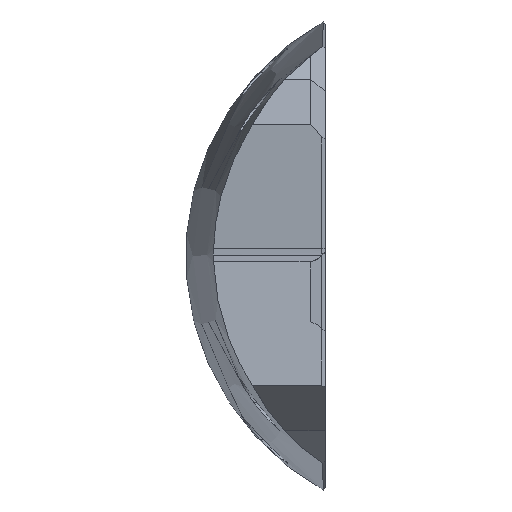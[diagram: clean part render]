
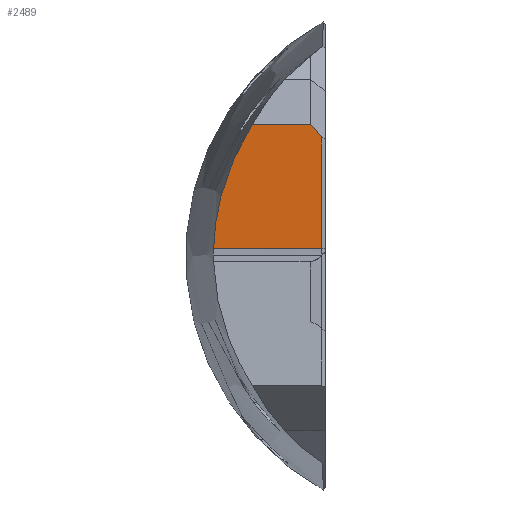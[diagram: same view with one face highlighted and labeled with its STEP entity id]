
A CAD part, top view. The second image highlights one B-rep face of the part: STEP entity #2489.
In plain terms, the highlighted planar face has unit normal (0, -0.07, 0.998).
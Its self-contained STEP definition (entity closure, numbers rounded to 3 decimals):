
#8 = EDGE_CURVE ( 'NONE', #920, #979, #1161, .T. ) ;
#76 = DIRECTION ( 'NONE',  ( 0., 0.998, 0.07 ) ) ;
#103 = LINE ( 'NONE', #2066, #166 ) ;
#109 = EDGE_LOOP ( 'NONE', ( #193, #1809, #398, #1015, #1296 ) ) ;
#166 = VECTOR ( 'NONE', #1854, 1000. ) ;
#185 = CARTESIAN_POINT ( 'NONE',  ( -33.5, 17.745, 120.759 ) ) ;
#193 = ORIENTED_EDGE ( 'NONE', *, *, #520, .T. ) ;
#280 = CARTESIAN_POINT ( 'NONE',  ( -18., 16.08, 120.643 ) ) ;
#335 = CARTESIAN_POINT ( 'NONE',  ( -32.72, 0.907, 119.582 ) ) ;
#398 = ORIENTED_EDGE ( 'NONE', *, *, #1007, .T. ) ;
#476 = LINE ( 'NONE', #747, #2554 ) ;
#520 = EDGE_CURVE ( 'NONE', #2532, #616, #2268, .T. ) ;
#595 = VERTEX_POINT ( 'NONE', #280 ) ;
#616 = VERTEX_POINT ( 'NONE', #1893 ) ;
#676 = CARTESIAN_POINT ( 'NONE',  ( -32.531, 6.936, 120.003 ) ) ;
#734 = VECTOR ( 'NONE', #946, 1000. ) ;
#747 = CARTESIAN_POINT ( 'NONE',  ( -13.553, 11.145, 120.298 ) ) ;
#908 =( BOUNDED_CURVE ( )  B_SPLINE_CURVE ( 3, ( #1294, #1873, #676, #335 ),
 .UNSPECIFIED., .F., .F. ) 
 B_SPLINE_CURVE_WITH_KNOTS ( ( 4, 4 ),
 ( 4.135, 4.681 ),
 .UNSPECIFIED. ) 
 CURVE ( )  GEOMETRIC_REPRESENTATION_ITEM ( )  RATIONAL_B_SPLINE_CURVE ( ( 1., 0.975, 0.975, 1. ) ) 
 REPRESENTATION_ITEM ( '' )  );
#920 = VERTEX_POINT ( 'NONE', #2509 ) ;
#946 = DIRECTION ( 'NONE',  ( 1., 0., 0. ) ) ;
#979 = VERTEX_POINT ( 'NONE', #1496 ) ;
#1007 = EDGE_CURVE ( 'NONE', #595, #979, #476, .T. ) ;
#1015 = ORIENTED_EDGE ( 'NONE', *, *, #8, .F. ) ;
#1026 = VECTOR ( 'NONE', #1639, 1000. ) ;
#1073 = DIRECTION ( 'NONE',  ( 0., 0.07, -0.998 ) ) ;
#1139 = CARTESIAN_POINT ( 'NONE',  ( -32.72, 0.907, 119.582 ) ) ;
#1161 = LINE ( 'NONE', #185, #734 ) ;
#1259 = CARTESIAN_POINT ( 'NONE',  ( -33.5, 17.745, 120.759 ) ) ;
#1276 = FACE_OUTER_BOUND ( 'NONE', #109, .T. ) ;
#1294 = CARTESIAN_POINT ( 'NONE',  ( -27.432, 17.745, 120.759 ) ) ;
#1296 = ORIENTED_EDGE ( 'NONE', *, *, #2092, .T. ) ;
#1434 = AXIS2_PLACEMENT_3D ( 'NONE', #1259, #1073, #76 ) ;
#1496 = CARTESIAN_POINT ( 'NONE',  ( -19.5, 17.745, 120.759 ) ) ;
#1639 = DIRECTION ( 'NONE',  ( 1., 0., 0. ) ) ;
#1743 = EDGE_CURVE ( 'NONE', #616, #595, #103, .T. ) ;
#1809 = ORIENTED_EDGE ( 'NONE', *, *, #1743, .T. ) ;
#1854 = DIRECTION ( 'NONE',  ( 0., 0.998, 0.07 ) ) ;
#1873 = CARTESIAN_POINT ( 'NONE',  ( -30.724, 12.691, 120.406 ) ) ;
#1893 = CARTESIAN_POINT ( 'NONE',  ( -18., 0.907, 119.582 ) ) ;
#2066 = CARTESIAN_POINT ( 'NONE',  ( -18., 15.526, 120.604 ) ) ;
#2092 = EDGE_CURVE ( 'NONE', #920, #2532, #908, .T. ) ;
#2114 = DIRECTION ( 'NONE',  ( -0.668, 0.742, 0.052 ) ) ;
#2240 = CARTESIAN_POINT ( 'NONE',  ( -33.5, 0.907, 119.582 ) ) ;
#2245 = PLANE ( 'NONE',  #1434 ) ;
#2268 = LINE ( 'NONE', #2240, #1026 ) ;
#2489 = ADVANCED_FACE ( 'NONE', ( #1276 ), #2245, .F. ) ;
#2509 = CARTESIAN_POINT ( 'NONE',  ( -27.432, 17.745, 120.759 ) ) ;
#2532 = VERTEX_POINT ( 'NONE', #1139 ) ;
#2554 = VECTOR ( 'NONE', #2114, 1000. ) ;
